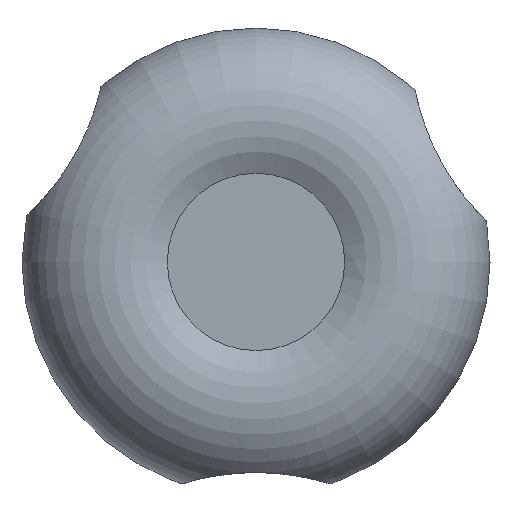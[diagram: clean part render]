
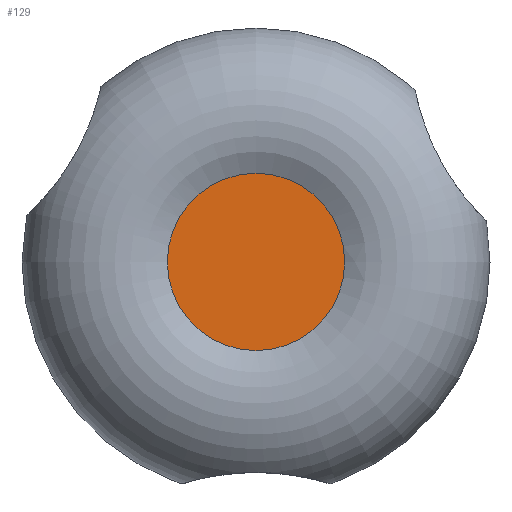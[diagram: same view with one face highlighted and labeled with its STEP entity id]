
A CAD part, top view. The second image highlights one B-rep face of the part: STEP entity #129.
In plain terms, the highlighted planar face has unit normal (0, 0, 1).
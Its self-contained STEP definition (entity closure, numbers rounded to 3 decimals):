
#129 = ADVANCED_FACE( '', ( #275 ), #276, .F. );
#275 = FACE_OUTER_BOUND( '', #433, .T. );
#276 = PLANE( '', #434 );
#433 = EDGE_LOOP( '', ( #740 ) );
#434 = AXIS2_PLACEMENT_3D( '', #741, #742, #743 );
#740 = ORIENTED_EDGE( '', *, *, #962, .T. );
#741 = CARTESIAN_POINT( '', ( 0., 5.683, 21. ) );
#742 = DIRECTION( '', ( 0., 0., -1. ) );
#743 = DIRECTION( '', ( -1., 0., 0. ) );
#962 = EDGE_CURVE( '', #1158, #1158, #1159, .T. );
#1158 = VERTEX_POINT( '', #1732 );
#1159 = CIRCLE( '', #1733, 5.683 );
#1732 = CARTESIAN_POINT( '', ( 5.683, 0., 21. ) );
#1733 = AXIS2_PLACEMENT_3D( '', #2048, #2049, #2050 );
#2048 = CARTESIAN_POINT( '', ( 0., 0., 21. ) );
#2049 = DIRECTION( '', ( 0., 0., 1. ) );
#2050 = DIRECTION( '', ( 1., 0., 0. ) );
